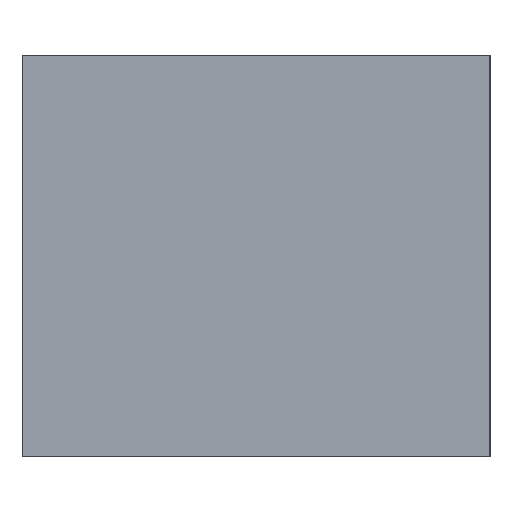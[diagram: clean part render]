
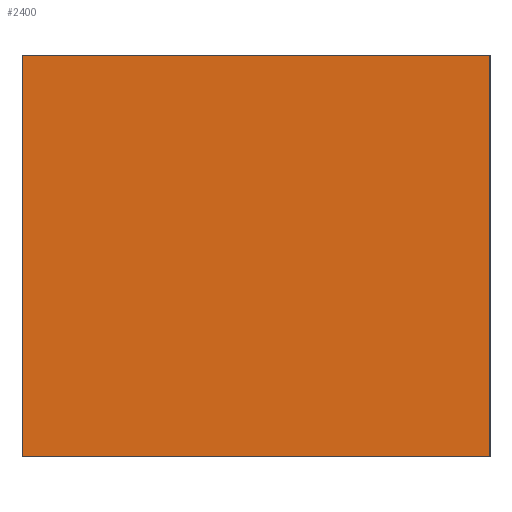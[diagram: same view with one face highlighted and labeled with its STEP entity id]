
A CAD part, left-side view. The second image highlights one B-rep face of the part: STEP entity #2400.
In plain terms, the highlighted planar face has unit normal (-1, 0, 0).
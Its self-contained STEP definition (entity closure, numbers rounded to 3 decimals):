
#15 = EDGE_CURVE ( 'NONE', #1784, #165, #2091, .T. ) ;
#22 = CARTESIAN_POINT ( 'NONE',  ( -3., -5., 30. ) ) ;
#112 = EDGE_CURVE ( 'NONE', #1784, #2898, #2017, .T. ) ;
#138 = LINE ( 'NONE', #829, #700 ) ;
#165 = VERTEX_POINT ( 'NONE', #576 ) ;
#199 = ORIENTED_EDGE ( 'NONE', *, *, #2006, .T. ) ;
#309 = EDGE_LOOP ( 'NONE', ( #418, #2951, #2289, #199 ) ) ;
#352 = VECTOR ( 'NONE', #2682, 1000. ) ;
#418 = ORIENTED_EDGE ( 'NONE', *, *, #2175, .T. ) ;
#471 = LINE ( 'NONE', #1271, #2399 ) ;
#576 = CARTESIAN_POINT ( 'NONE',  ( -3., -5., 0. ) ) ;
#590 = DIRECTION ( 'NONE',  ( 0., 1., 0. ) ) ;
#700 = VECTOR ( 'NONE', #2308, 1000. ) ;
#717 = VERTEX_POINT ( 'NONE', #1250 ) ;
#807 = AXIS2_PLACEMENT_3D ( 'NONE', #1627, #917, #3073 ) ;
#829 = CARTESIAN_POINT ( 'NONE',  ( -3., 30., 0. ) ) ;
#917 = DIRECTION ( 'NONE',  ( -1., 0., 0. ) ) ;
#1250 = CARTESIAN_POINT ( 'NONE',  ( -3., 30., 0. ) ) ;
#1271 = CARTESIAN_POINT ( 'NONE',  ( -3., 30., 0. ) ) ;
#1384 = PLANE ( 'NONE',  #807 ) ;
#1627 = CARTESIAN_POINT ( 'NONE',  ( -3., 0., 0. ) ) ;
#1784 = VERTEX_POINT ( 'NONE', #2405 ) ;
#2006 = EDGE_CURVE ( 'NONE', #2898, #717, #471, .T. ) ;
#2009 = CARTESIAN_POINT ( 'NONE',  ( -3., 30., 30. ) ) ;
#2017 = LINE ( 'NONE', #2031, #2807 ) ;
#2031 = CARTESIAN_POINT ( 'NONE',  ( -3., 30., 30. ) ) ;
#2091 = LINE ( 'NONE', #22, #352 ) ;
#2175 = EDGE_CURVE ( 'NONE', #717, #165, #138, .T. ) ;
#2202 = FACE_OUTER_BOUND ( 'NONE', #309, .T. ) ;
#2259 = DIRECTION ( 'NONE',  ( 0., 0., -1. ) ) ;
#2289 = ORIENTED_EDGE ( 'NONE', *, *, #112, .T. ) ;
#2308 = DIRECTION ( 'NONE',  ( 0., -1., 0. ) ) ;
#2399 = VECTOR ( 'NONE', #2259, 1000. ) ;
#2400 = ADVANCED_FACE ( 'NONE', ( #2202 ), #1384, .T. ) ;
#2405 = CARTESIAN_POINT ( 'NONE',  ( -3., -5., 30. ) ) ;
#2682 = DIRECTION ( 'NONE',  ( 0., 0., -1. ) ) ;
#2807 = VECTOR ( 'NONE', #590, 1000. ) ;
#2898 = VERTEX_POINT ( 'NONE', #2009 ) ;
#2951 = ORIENTED_EDGE ( 'NONE', *, *, #15, .F. ) ;
#3073 = DIRECTION ( 'NONE',  ( 0., 0., 1. ) ) ;
